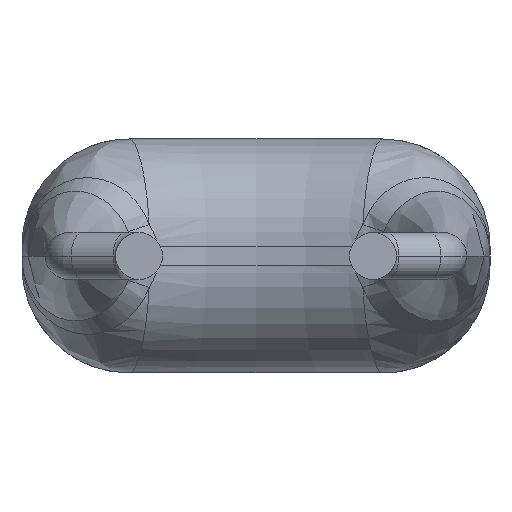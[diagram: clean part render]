
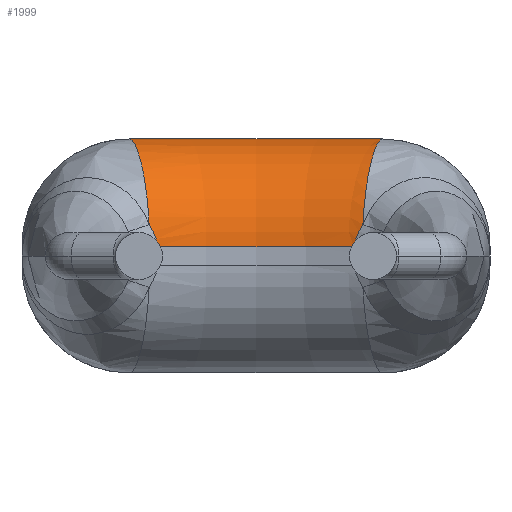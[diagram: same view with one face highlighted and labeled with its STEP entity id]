
A CAD part, front view. The second image highlights one B-rep face of the part: STEP entity #1999.
In plain terms, the highlighted toroidal (fillet/blend) face has major radius 4.275 mm and minor radius 1.15 mm.
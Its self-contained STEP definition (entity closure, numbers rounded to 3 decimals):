
#9 = DIRECTION ( 'NONE',  ( 0., 0., 1. ) ) ;
#56 = VERTEX_POINT ( 'NONE', #2155 ) ;
#180 = VERTEX_POINT ( 'NONE', #2408 ) ;
#195 = CARTESIAN_POINT ( 'NONE',  ( -1.189, 2.522, 0.814 ) ) ;
#202 = CARTESIAN_POINT ( 'NONE',  ( -1.247, 2.811, 1.078 ) ) ;
#249 = EDGE_CURVE ( 'NONE', #2511, #56, #1898, .T. ) ;
#250 = CARTESIAN_POINT ( 'NONE',  ( 1.045, 2.32, 0.1 ) ) ;
#270 = VERTEX_POINT ( 'NONE', #603 ) ;
#288 = EDGE_CURVE ( 'NONE', #180, #488, #907, .T. ) ;
#312 = B_SPLINE_CURVE_WITH_KNOTS ( 'NONE', 3,
 ( #2300, #403, #627, #831, #1222, #2078, #202, #420, #195, #2516, #806, #1852 ),
 .UNSPECIFIED., .F., .F.,
 ( 4, 2, 2, 2, 2, 4 ),
 ( 0., 0., 0., 0.001, 0.001, 0.002 ),
 .UNSPECIFIED. ) ;
#381 = AXIS2_PLACEMENT_3D ( 'NONE', #2508, #2080, #823 ) ;
#387 = B_SPLINE_CURVE_WITH_KNOTS ( 'NONE', 3,
 ( #250, #469, #2131, #862 ),
 .UNSPECIFIED., .F., .F.,
 ( 4, 4 ),
 ( 0., 0. ),
 .UNSPECIFIED. ) ;
#403 = CARTESIAN_POINT ( 'NONE',  ( -1.341, 3.367, 1.25 ) ) ;
#410 = CARTESIAN_POINT ( 'NONE',  ( -1.142, 2.31, 0.336 ) ) ;
#420 = CARTESIAN_POINT ( 'NONE',  ( -1.208, 2.61, 0.915 ) ) ;
#469 = CARTESIAN_POINT ( 'NONE',  ( 1.063, 2.314, 0.184 ) ) ;
#471 = VERTEX_POINT ( 'NONE', #410 ) ;
#488 = VERTEX_POINT ( 'NONE', #1255 ) ;
#577 = CARTESIAN_POINT ( 'NONE',  ( 1.154, 2.364, 0.595 ) ) ;
#587 = ORIENTED_EDGE ( 'NONE', *, *, #249, .F. ) ;
#603 = CARTESIAN_POINT ( 'NONE',  ( 1.142, 2.31, 0.336 ) ) ;
#627 = CARTESIAN_POINT ( 'NONE',  ( -1.331, 3.301, 1.244 ) ) ;
#638 = TOROIDAL_SURFACE ( 'NONE', #1342, 4.275, 1.15 ) ;
#765 = FACE_OUTER_BOUND ( 'NONE', #1171, .T. ) ;
#787 = CARTESIAN_POINT ( 'NONE',  ( 1.247, 2.81, 1.077 ) ) ;
#804 = CARTESIAN_POINT ( 'NONE',  ( 1.311, 3.171, 1.228 ) ) ;
#806 = CARTESIAN_POINT ( 'NONE',  ( -1.148, 2.337, 0.466 ) ) ;
#809 = DIRECTION ( 'NONE',  ( -1., 0., 0. ) ) ;
#823 = DIRECTION ( 'NONE',  ( -1., 0., 0. ) ) ;
#831 = CARTESIAN_POINT ( 'NONE',  ( -1.311, 3.174, 1.223 ) ) ;
#840 = AXIS2_PLACEMENT_3D ( 'NONE', #2069, #9, #809 ) ;
#862 = CARTESIAN_POINT ( 'NONE',  ( 1.142, 2.31, 0.336 ) ) ;
#907 = CIRCLE ( 'NONE', #381, 4.275 ) ;
#927 = B_SPLINE_CURVE_WITH_KNOTS ( 'NONE', 3,
 ( #1416, #577, #1000, #787, #2687, #804, #2482, #2254 ),
 .UNSPECIFIED., .F., .F.,
 ( 4, 2, 2, 4 ),
 ( 0., 0.001, 0.001, 0.002 ),
 .UNSPECIFIED. ) ;
#989 = DIRECTION ( 'NONE',  ( -1., 0., 0. ) ) ;
#1000 = CARTESIAN_POINT ( 'NONE',  ( 1.187, 2.507, 0.831 ) ) ;
#1075 = CARTESIAN_POINT ( 'NONE',  ( 1.045, 2.32, 0.1 ) ) ;
#1095 = ORIENTED_EDGE ( 'NONE', *, *, #288, .F. ) ;
#1118 = DIRECTION ( 'NONE',  ( 0., 0., -1. ) ) ;
#1171 = EDGE_LOOP ( 'NONE', ( #587, #1506, #2615, #1095, #1276, #2017 ) ) ;
#1222 = CARTESIAN_POINT ( 'NONE',  ( -1.301, 3.111, 1.207 ) ) ;
#1255 = CARTESIAN_POINT ( 'NONE',  ( 1.35, 3.431, 1.25 ) ) ;
#1276 = ORIENTED_EDGE ( 'NONE', *, *, #2396, .T. ) ;
#1342 = AXIS2_PLACEMENT_3D ( 'NONE', #1526, #1118, #989 ) ;
#1344 = CARTESIAN_POINT ( 'NONE',  ( -1.063, 2.314, 0.184 ) ) ;
#1416 = CARTESIAN_POINT ( 'NONE',  ( 1.142, 2.31, 0.336 ) ) ;
#1506 = ORIENTED_EDGE ( 'NONE', *, *, #1648, .T. ) ;
#1526 = CARTESIAN_POINT ( 'NONE',  ( 0., -0.625, 0.1 ) ) ;
#1648 = EDGE_CURVE ( 'NONE', #2511, #270, #387, .T. ) ;
#1852 = CARTESIAN_POINT ( 'NONE',  ( -1.142, 2.31, 0.336 ) ) ;
#1898 = CIRCLE ( 'NONE', #840, 3.125 ) ;
#1969 = B_SPLINE_CURVE_WITH_KNOTS ( 'NONE', 3,
 ( #2427, #2190, #1344, #2399 ),
 .UNSPECIFIED., .F., .F.,
 ( 4, 4 ),
 ( 0., 0. ),
 .UNSPECIFIED. ) ;
#1999 = ADVANCED_FACE ( 'NONE', ( #765 ), #638, .T. ) ;
#2017 = ORIENTED_EDGE ( 'NONE', *, *, #2135, .T. ) ;
#2069 = CARTESIAN_POINT ( 'NONE',  ( 0., -0.625, 0.1 ) ) ;
#2078 = CARTESIAN_POINT ( 'NONE',  ( -1.269, 2.927, 1.142 ) ) ;
#2080 = DIRECTION ( 'NONE',  ( 0., 0., -1. ) ) ;
#2131 = CARTESIAN_POINT ( 'NONE',  ( 1.096, 2.312, 0.263 ) ) ;
#2135 = EDGE_CURVE ( 'NONE', #471, #56, #1969, .T. ) ;
#2155 = CARTESIAN_POINT ( 'NONE',  ( -1.045, 2.32, 0.1 ) ) ;
#2190 = CARTESIAN_POINT ( 'NONE',  ( -1.096, 2.312, 0.263 ) ) ;
#2254 = CARTESIAN_POINT ( 'NONE',  ( 1.35, 3.431, 1.25 ) ) ;
#2300 = CARTESIAN_POINT ( 'NONE',  ( -1.35, 3.431, 1.25 ) ) ;
#2334 = EDGE_CURVE ( 'NONE', #270, #488, #927, .T. ) ;
#2396 = EDGE_CURVE ( 'NONE', #180, #471, #312, .T. ) ;
#2399 = CARTESIAN_POINT ( 'NONE',  ( -1.045, 2.32, 0.1 ) ) ;
#2408 = CARTESIAN_POINT ( 'NONE',  ( -1.35, 3.431, 1.25 ) ) ;
#2427 = CARTESIAN_POINT ( 'NONE',  ( -1.142, 2.31, 0.336 ) ) ;
#2482 = CARTESIAN_POINT ( 'NONE',  ( 1.331, 3.3, 1.25 ) ) ;
#2508 = CARTESIAN_POINT ( 'NONE',  ( 0., -0.625, 1.25 ) ) ;
#2511 = VERTEX_POINT ( 'NONE', #1075 ) ;
#2516 = CARTESIAN_POINT ( 'NONE',  ( -1.159, 2.386, 0.591 ) ) ;
#2615 = ORIENTED_EDGE ( 'NONE', *, *, #2334, .T. ) ;
#2687 = CARTESIAN_POINT ( 'NONE',  ( 1.269, 2.925, 1.141 ) ) ;
